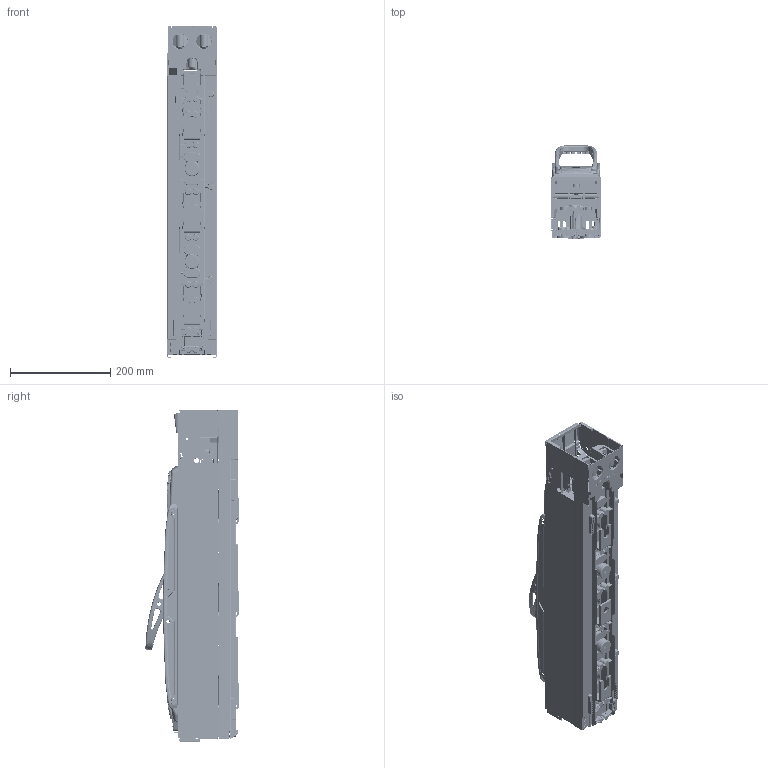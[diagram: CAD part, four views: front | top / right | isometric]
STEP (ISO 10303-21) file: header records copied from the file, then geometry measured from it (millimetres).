
FILE_DESCRIPTION((''),'2;1');
FILE_NAME('ZLBM3-3P-NOV','2021-08-16T15:05:41',('FIKASAV3'),(''),'CREO PARAMETRIC BY PTC INC, 2020184','CREO PARAMETRIC BY PTC INC, 2020184','');
FILE_SCHEMA(('AUTOMOTIVE_DESIGN { 1 0 10303 214 1 1 1 1 }'));
Products named in the file (1): ZLBM3-3P-NOV
Bounding box: 99 x 185.78 x 662.12 mm (x, y, z)
Volume: 4391648.7 mm3; surface area: 1156088.5 mm2
Topology: 1 solids, 1109 shells, 4658 faces, 36725 edges, 32592 vertices
Faces by surface type: plane 2761, cylinder 945, bspline 423, torus 258, cone 196, extrusion 62, sphere 13
Entity records: 645735 total; most frequent: CARTESIAN_POINT 380468, ORIENTED_EDGE 42224, DIRECTION 37865, EDGE_CURVE 36696, VERTEX_POINT 32599, VECTOR 19320, LINE 19274, B_SPLINE_CURVE_WITH_KNOTS 12383
